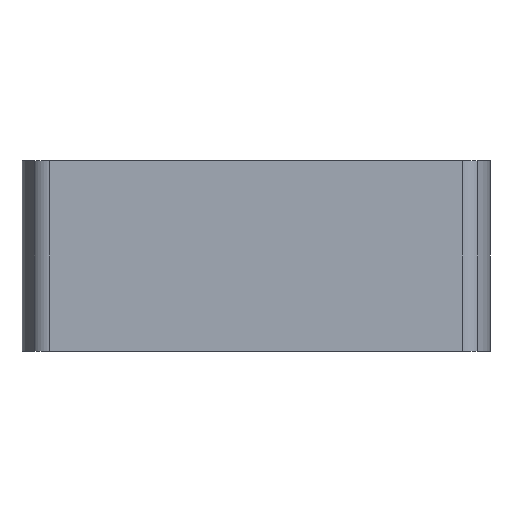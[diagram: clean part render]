
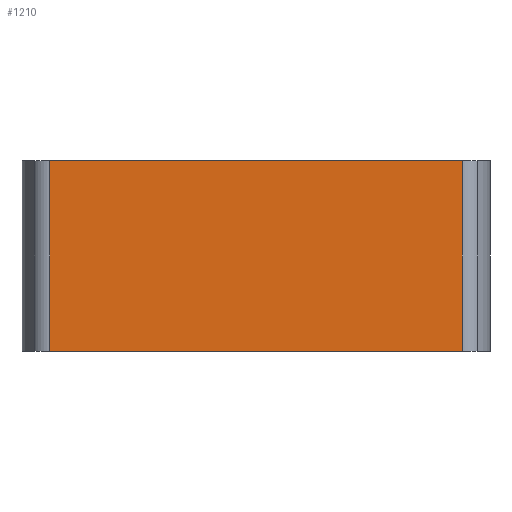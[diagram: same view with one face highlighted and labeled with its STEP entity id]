
A CAD part, front view. The second image highlights one B-rep face of the part: STEP entity #1210.
In plain terms, the highlighted planar face has unit normal (0, -1, 0).
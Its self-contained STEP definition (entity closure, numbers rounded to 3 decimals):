
#60=FACE_OUTER_BOUND('',#124,.T.);
#124=EDGE_LOOP('',(#903,#904,#905,#906));
#245=LINE('',#1816,#367);
#286=LINE('',#1961,#408);
#287=LINE('',#1964,#409);
#288=LINE('',#1965,#410);
#367=VECTOR('',#1434,10.);
#408=VECTOR('',#1563,10.);
#409=VECTOR('',#1566,10.);
#410=VECTOR('',#1567,10.);
#496=VERTEX_POINT('',#1813);
#497=VERTEX_POINT('',#1815);
#557=VERTEX_POINT('',#1959);
#558=VERTEX_POINT('',#1963);
#620=EDGE_CURVE('',#496,#497,#245,.T.);
#693=EDGE_CURVE('',#496,#557,#286,.T.);
#694=EDGE_CURVE('',#558,#557,#287,.T.);
#695=EDGE_CURVE('',#497,#558,#288,.T.);
#903=ORIENTED_EDGE('',*,*,#693,.T.);
#904=ORIENTED_EDGE('',*,*,#694,.F.);
#905=ORIENTED_EDGE('',*,*,#695,.F.);
#906=ORIENTED_EDGE('',*,*,#620,.F.);
#1171=PLANE('',#1336);
#1210=ADVANCED_FACE('',(#60),#1171,.T.);
#1336=AXIS2_PLACEMENT_3D('',#1962,#1564,#1565);
#1434=DIRECTION('',(-1.,0.,0.));
#1563=DIRECTION('',(0.,0.,1.));
#1564=DIRECTION('center_axis',(0.,-1.,0.));
#1565=DIRECTION('ref_axis',(1.,0.,0.));
#1566=DIRECTION('',(1.,0.,0.));
#1567=DIRECTION('',(0.,0.,1.));
#1813=CARTESIAN_POINT('',(8.508,-17.45,-197.45));
#1815=CARTESIAN_POINT('',(-13.508,-17.45,-197.45));
#1816=CARTESIAN_POINT('',(-13.508,-17.45,-197.45));
#1959=CARTESIAN_POINT('',(8.508,-17.45,-187.25));
#1961=CARTESIAN_POINT('',(8.508,-17.45,-192.35));
#1962=CARTESIAN_POINT('Origin',(-13.508,-17.45,-192.35));
#1963=CARTESIAN_POINT('',(-13.508,-17.45,-187.25));
#1964=CARTESIAN_POINT('',(-13.508,-17.45,-187.25));
#1965=CARTESIAN_POINT('',(-13.508,-17.45,-192.35));
